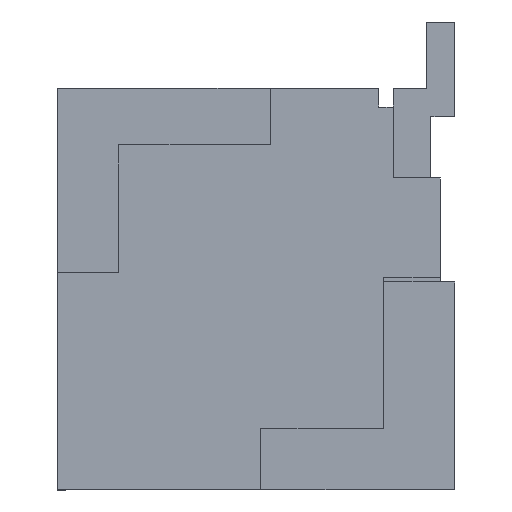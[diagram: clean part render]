
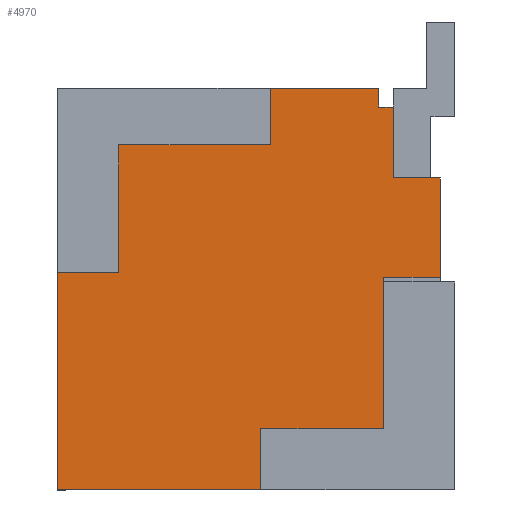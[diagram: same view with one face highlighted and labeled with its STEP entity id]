
A CAD part, left-side view. The second image highlights one B-rep face of the part: STEP entity #4970.
In plain terms, the highlighted planar face has unit normal (-1, 0, 0).
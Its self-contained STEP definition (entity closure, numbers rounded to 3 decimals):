
#4934 = EDGE_CURVE ( 'NONE', #4967, #4969, #5609, .T. ) ;
#4935 = ORIENTED_EDGE ( 'NONE', *, *, #4936, .T. ) ;
#4936 = EDGE_CURVE ( 'NONE', #4969, #4937, #5674, .T. ) ;
#4937 = VERTEX_POINT ( 'NONE', #5670 ) ;
#4938 = ORIENTED_EDGE ( 'NONE', *, *, #4939, .T. ) ;
#4939 = EDGE_CURVE ( 'NONE', #4937, #4940, #5669, .T. ) ;
#4940 = VERTEX_POINT ( 'NONE', #5665 ) ;
#4941 = ORIENTED_EDGE ( 'NONE', *, *, #4942, .T. ) ;
#4942 = EDGE_CURVE ( 'NONE', #4940, #4943, #5664, .T. ) ;
#4943 = VERTEX_POINT ( 'NONE', #5660 ) ;
#4944 = ORIENTED_EDGE ( 'NONE', *, *, #4945, .T. ) ;
#4945 = EDGE_CURVE ( 'NONE', #4943, #4946, #5659, .T. ) ;
#4946 = VERTEX_POINT ( 'NONE', #5655 ) ;
#4947 = VERTEX_POINT ( 'NONE', #5654 ) ;
#4948 = ORIENTED_EDGE ( 'NONE', *, *, #4949, .F. ) ;
#4949 = EDGE_CURVE ( 'NONE', #4950, #5036, #5653, .T. ) ;
#4950 = VERTEX_POINT ( 'NONE', #5649 ) ;
#4951 = ORIENTED_EDGE ( 'NONE', *, *, #4962, .T. ) ;
#4952 = VERTEX_POINT ( 'NONE', #5648 ) ;
#4954 = EDGE_LOOP ( 'NONE', ( #4951, #5033, #5039, #5034, #4948, #5041, #4965, #4968, #4935, #4938, #4941, #4944, #4976, #4978, #4981, #4984 ) ) ;
#4962 = EDGE_CURVE ( 'NONE', #4952, #4963, #5725, .T. ) ;
#4963 = VERTEX_POINT ( 'NONE', #5721 ) ;
#4964 = EDGE_CURVE ( 'NONE', #5038, #5040, #5720, .T. ) ;
#4965 = ORIENTED_EDGE ( 'NONE', *, *, #4966, .T. ) ;
#4966 = EDGE_CURVE ( 'NONE', #5043, #4967, #5716, .T. ) ;
#4967 = VERTEX_POINT ( 'NONE', #5712 ) ;
#4968 = ORIENTED_EDGE ( 'NONE', *, *, #4934, .T. ) ;
#4969 = VERTEX_POINT ( 'NONE', #5711 ) ;
#4970 = ADVANCED_FACE ( 'NONE', ( #5710 ), #5752, .F. ) ;
#4976 = ORIENTED_EDGE ( 'NONE', *, *, #4977, .T. ) ;
#4977 = EDGE_CURVE ( 'NONE', #4946, #4947, #5741, .T. ) ;
#4978 = ORIENTED_EDGE ( 'NONE', *, *, #4979, .T. ) ;
#4979 = EDGE_CURVE ( 'NONE', #4947, #4980, #5737, .T. ) ;
#4980 = VERTEX_POINT ( 'NONE', #5733 ) ;
#4981 = ORIENTED_EDGE ( 'NONE', *, *, #4982, .T. ) ;
#4982 = EDGE_CURVE ( 'NONE', #4980, #4983, #5783, .T. ) ;
#4983 = VERTEX_POINT ( 'NONE', #5779 ) ;
#4984 = ORIENTED_EDGE ( 'NONE', *, *, #4985, .F. ) ;
#4985 = EDGE_CURVE ( 'NONE', #4952, #4983, #5777, .T. ) ;
#5033 = ORIENTED_EDGE ( 'NONE', *, *, #5037, .T. ) ;
#5034 = ORIENTED_EDGE ( 'NONE', *, *, #5035, .T. ) ;
#5035 = EDGE_CURVE ( 'NONE', #5040, #5036, #5922, .T. ) ;
#5036 = VERTEX_POINT ( 'NONE', #5918 ) ;
#5037 = EDGE_CURVE ( 'NONE', #4963, #5038, #5917, .T. ) ;
#5038 = VERTEX_POINT ( 'NONE', #5913 ) ;
#5039 = ORIENTED_EDGE ( 'NONE', *, *, #4964, .T. ) ;
#5040 = VERTEX_POINT ( 'NONE', #5912 ) ;
#5041 = ORIENTED_EDGE ( 'NONE', *, *, #5042, .T. ) ;
#5042 = EDGE_CURVE ( 'NONE', #4950, #5043, #5911, .T. ) ;
#5043 = VERTEX_POINT ( 'NONE', #5907 ) ;
#5606 = DIRECTION ( 'NONE',  ( 0., -1., 0. ) ) ;
#5607 = VECTOR ( 'NONE', #5606, 1000. ) ;
#5608 = CARTESIAN_POINT ( 'NONE',  ( -18.25, 1.725, 0.125 ) ) ;
#5609 = LINE ( 'NONE', #5608, #5607 ) ;
#5648 = CARTESIAN_POINT ( 'NONE',  ( -18.25, 1.625, 3.725 ) ) ;
#5649 = CARTESIAN_POINT ( 'NONE',  ( -18.25, 3.875, -0.525 ) ) ;
#5650 = DIRECTION ( 'NONE',  ( 0., 0., 1. ) ) ;
#5651 = VECTOR ( 'NONE', #5650, 1000. ) ;
#5652 = CARTESIAN_POINT ( 'NONE',  ( -18.25, 3.875, 3.725 ) ) ;
#5653 = LINE ( 'NONE', #5652, #5651 ) ;
#5654 = CARTESIAN_POINT ( 'NONE',  ( -18.25, 0.325, 3.525 ) ) ;
#5655 = CARTESIAN_POINT ( 'NONE',  ( -18.25, 0.325, 2.775 ) ) ;
#5656 = DIRECTION ( 'NONE',  ( 0., 1., 0. ) ) ;
#5657 = VECTOR ( 'NONE', #5656, 1000. ) ;
#5658 = CARTESIAN_POINT ( 'NONE',  ( -18.25, -0.175, 2.775 ) ) ;
#5659 = LINE ( 'NONE', #5658, #5657 ) ;
#5660 = CARTESIAN_POINT ( 'NONE',  ( -18.25, -0.175, 2.775 ) ) ;
#5661 = DIRECTION ( 'NONE',  ( 0., 0., 1. ) ) ;
#5662 = VECTOR ( 'NONE', #5661, 1000. ) ;
#5663 = CARTESIAN_POINT ( 'NONE',  ( -18.25, -0.175, 3.725 ) ) ;
#5664 = LINE ( 'NONE', #5663, #5662 ) ;
#5665 = CARTESIAN_POINT ( 'NONE',  ( -18.25, -0.175, 1.725 ) ) ;
#5666 = DIRECTION ( 'NONE',  ( 0., -1., 0. ) ) ;
#5667 = VECTOR ( 'NONE', #5666, 1000. ) ;
#5668 = CARTESIAN_POINT ( 'NONE',  ( -18.25, 0.425, 1.725 ) ) ;
#5669 = LINE ( 'NONE', #5668, #5667 ) ;
#5670 = CARTESIAN_POINT ( 'NONE',  ( -18.25, 0.425, 1.725 ) ) ;
#5671 = DIRECTION ( 'NONE',  ( 0., 0., 1. ) ) ;
#5672 = VECTOR ( 'NONE', #5671, 1000. ) ;
#5673 = CARTESIAN_POINT ( 'NONE',  ( -18.25, 0.425, 0.125 ) ) ;
#5674 = LINE ( 'NONE', #5673, #5672 ) ;
#5710 = FACE_OUTER_BOUND ( 'NONE', #4954, .T. ) ;
#5711 = CARTESIAN_POINT ( 'NONE',  ( -18.25, 0.425, 0.125 ) ) ;
#5712 = CARTESIAN_POINT ( 'NONE',  ( -18.25, 1.725, 0.125 ) ) ;
#5713 = DIRECTION ( 'NONE',  ( 0., 0., 1. ) ) ;
#5714 = VECTOR ( 'NONE', #5713, 1000. ) ;
#5715 = CARTESIAN_POINT ( 'NONE',  ( -18.25, 1.725, -0.525 ) ) ;
#5716 = LINE ( 'NONE', #5715, #5714 ) ;
#5717 = DIRECTION ( 'NONE',  ( 0., 0., -1. ) ) ;
#5718 = VECTOR ( 'NONE', #5717, 1000. ) ;
#5719 = CARTESIAN_POINT ( 'NONE',  ( -18.25, 3.225, 1.775 ) ) ;
#5720 = LINE ( 'NONE', #5719, #5718 ) ;
#5721 = CARTESIAN_POINT ( 'NONE',  ( -18.25, 1.625, 3.125 ) ) ;
#5722 = DIRECTION ( 'NONE',  ( 0., 0., -1. ) ) ;
#5723 = VECTOR ( 'NONE', #5722, 1000. ) ;
#5724 = CARTESIAN_POINT ( 'NONE',  ( -18.25, 1.625, 3.125 ) ) ;
#5725 = LINE ( 'NONE', #5724, #5723 ) ;
#5733 = CARTESIAN_POINT ( 'NONE',  ( -18.25, 0.475, 3.525 ) ) ;
#5734 = DIRECTION ( 'NONE',  ( 0., 1., 0. ) ) ;
#5735 = VECTOR ( 'NONE', #5734, 1000. ) ;
#5736 = CARTESIAN_POINT ( 'NONE',  ( -18.25, 0.325, 3.525 ) ) ;
#5737 = LINE ( 'NONE', #5736, #5735 ) ;
#5738 = DIRECTION ( 'NONE',  ( 0., 0., 1. ) ) ;
#5739 = VECTOR ( 'NONE', #5738, 1000. ) ;
#5740 = CARTESIAN_POINT ( 'NONE',  ( -18.25, 0.325, 2.775 ) ) ;
#5741 = LINE ( 'NONE', #5740, #5739 ) ;
#5748 = DIRECTION ( 'NONE',  ( 0., -1., 0. ) ) ;
#5749 = DIRECTION ( 'NONE',  ( 1., 0., 0. ) ) ;
#5750 = CARTESIAN_POINT ( 'NONE',  ( -18.25, 3.875, 3.725 ) ) ;
#5751 = AXIS2_PLACEMENT_3D ( 'NONE', #5750, #5749, #5748 ) ;
#5752 = PLANE ( 'NONE',  #5751 ) ;
#5774 = DIRECTION ( 'NONE',  ( 0., -1., 0. ) ) ;
#5775 = VECTOR ( 'NONE', #5774, 1000. ) ;
#5776 = CARTESIAN_POINT ( 'NONE',  ( -18.25, 3.875, 3.725 ) ) ;
#5777 = LINE ( 'NONE', #5776, #5775 ) ;
#5779 = CARTESIAN_POINT ( 'NONE',  ( -18.25, 0.475, 3.725 ) ) ;
#5780 = DIRECTION ( 'NONE',  ( 0., 0., 1. ) ) ;
#5781 = VECTOR ( 'NONE', #5780, 1000. ) ;
#5782 = CARTESIAN_POINT ( 'NONE',  ( -18.25, 0.475, 3.525 ) ) ;
#5783 = LINE ( 'NONE', #5782, #5781 ) ;
#5907 = CARTESIAN_POINT ( 'NONE',  ( -18.25, 1.725, -0.525 ) ) ;
#5908 = DIRECTION ( 'NONE',  ( 0., -1., 0. ) ) ;
#5909 = VECTOR ( 'NONE', #5908, 1000. ) ;
#5910 = CARTESIAN_POINT ( 'NONE',  ( -18.25, 3.875, -0.525 ) ) ;
#5911 = LINE ( 'NONE', #5910, #5909 ) ;
#5912 = CARTESIAN_POINT ( 'NONE',  ( -18.25, 3.225, 1.775 ) ) ;
#5913 = CARTESIAN_POINT ( 'NONE',  ( -18.25, 3.225, 3.125 ) ) ;
#5914 = DIRECTION ( 'NONE',  ( 0., 1., 0. ) ) ;
#5915 = VECTOR ( 'NONE', #5914, 1000. ) ;
#5916 = CARTESIAN_POINT ( 'NONE',  ( -18.25, 3.225, 3.125 ) ) ;
#5917 = LINE ( 'NONE', #5916, #5915 ) ;
#5918 = CARTESIAN_POINT ( 'NONE',  ( -18.25, 3.875, 1.775 ) ) ;
#5919 = DIRECTION ( 'NONE',  ( 0., 1., 0. ) ) ;
#5920 = VECTOR ( 'NONE', #5919, 1000. ) ;
#5921 = CARTESIAN_POINT ( 'NONE',  ( -18.25, 3.875, 1.775 ) ) ;
#5922 = LINE ( 'NONE', #5921, #5920 ) ;
